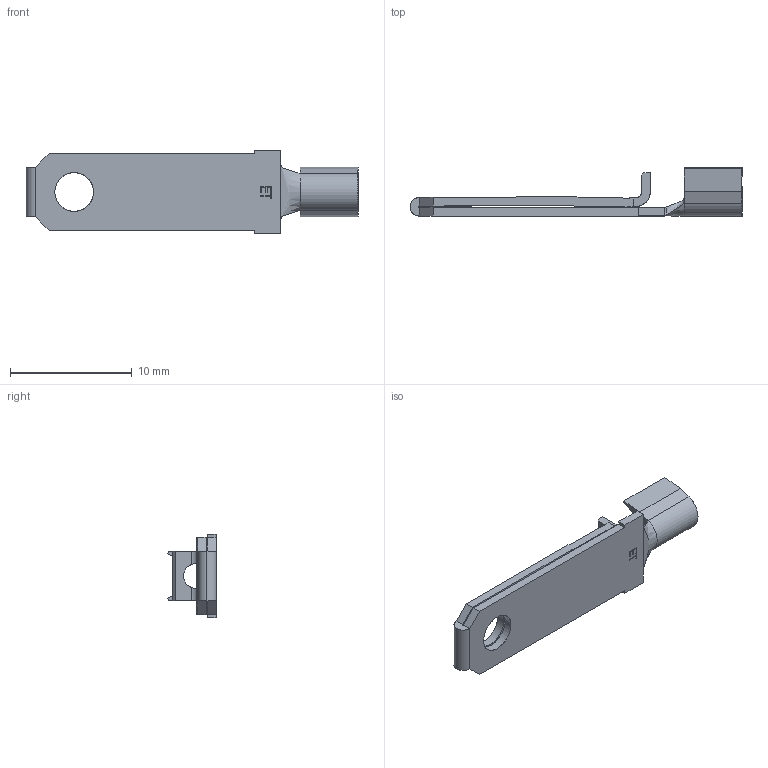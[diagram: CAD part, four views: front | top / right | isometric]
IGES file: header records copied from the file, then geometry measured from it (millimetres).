
Start section: SolidWorks IGES file using analytic representation for surfaces
Global section: file name: 14113.IGS; native system: SolidWorks 2014; preprocessor: SolidWorks 2014; author: sjohnson; date: 150223.092039; units: inch
Bounding box: 27.3 x 3.96 x 6.86 mm (x, y, z)
Surface area: 669.9 mm2 (no closed solid volume)
Topology: 0 solids, 0 shells, 156 faces, 1108 edges, 1108 vertices
Faces by surface type: bspline 112, revolution 44
